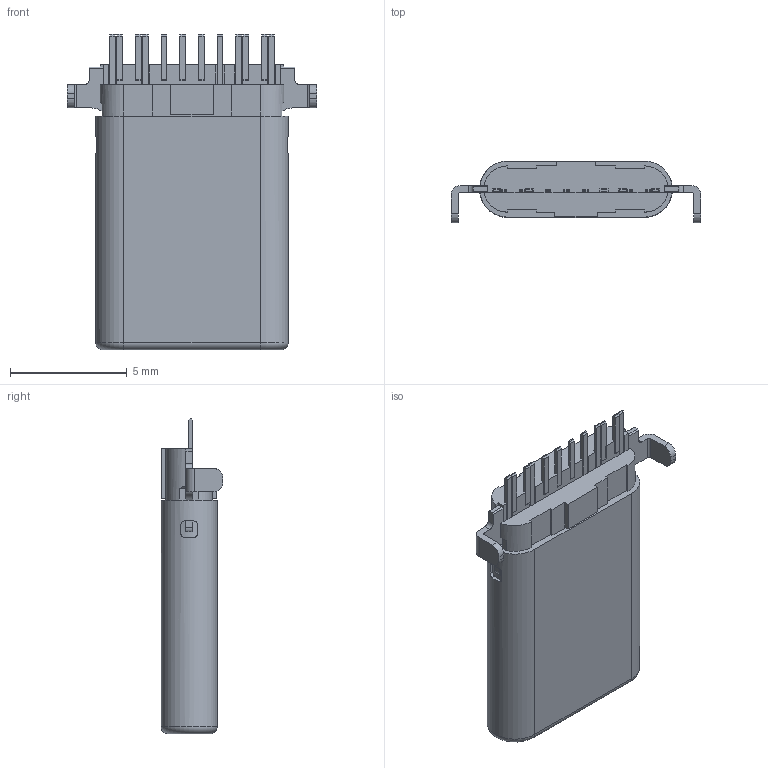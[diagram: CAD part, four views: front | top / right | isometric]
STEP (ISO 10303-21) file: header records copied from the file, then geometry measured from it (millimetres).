
FILE_DESCRIPTION((''),'2;1');
FILE_NAME('XDS-B_TC_2_M_107A_ASM','2025-12-20T17:02:33',('Administrator'),(''),'CREO PARAMETRIC BY PTC INC, 2022073','CREO PARAMETRIC BY PTC INC, 2022073','');
FILE_SCHEMA(('AUTOMOTIVE_DESIGN { 1 0 10303 214 1 1 1 1 }'));
Length unit declared in the file: millimetre
Products named in the file (1): XDS-B_TC_2_M_107A_ASM
Bounding box: 10.7 x 2.65 x 13.5 mm (x, y, z)
Volume: 180.1 mm3; surface area: 419.9 mm2
Topology: 1 solids, 2 shells, 447 faces, 1354 edges, 898 vertices
Faces by surface type: plane 337, cylinder 102, torus 4, cone 4
Entity records: 15372 total; most frequent: CARTESIAN_POINT 2868, ORIENTED_EDGE 2708, DIRECTION 2451, EDGE_CURVE 1354, VECTOR 1073, LINE 1073, VERTEX_POINT 898, AXIS2_PLACEMENT_3D 689
